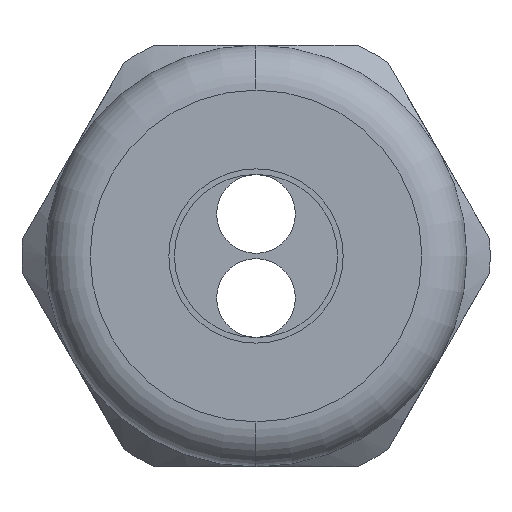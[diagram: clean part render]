
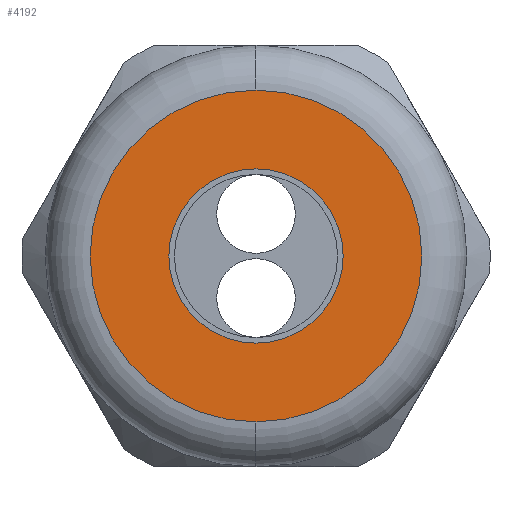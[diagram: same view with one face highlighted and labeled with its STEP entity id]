
A CAD part, left-side view. The second image highlights one B-rep face of the part: STEP entity #4192.
In plain terms, the highlighted planar face has unit normal (-1, 0, 0).
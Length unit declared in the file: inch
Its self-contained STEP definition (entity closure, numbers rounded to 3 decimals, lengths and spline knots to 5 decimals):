
#501 = CARTESIAN_POINT ( 'NONE',  ( -1.29, 0., -0.155 ) ) ;
#2074 = DIRECTION ( 'NONE',  ( 0., 0., 1. ) ) ;
#2075 = DIRECTION ( 'NONE',  ( -1., 0., 0. ) ) ;
#2076 = CARTESIAN_POINT ( 'NONE',  ( -1.29, 0., 0. ) ) ;
#2077 = AXIS2_PLACEMENT_3D ( 'NONE', #2076, #2075, #2074 ) ;
#2078 = CIRCLE ( 'NONE', #2077, 0.295 ) ;
#2079 = DIRECTION ( 'NONE',  ( 0., 0., 1. ) ) ;
#2080 = DIRECTION ( 'NONE',  ( -1., 0., 0. ) ) ;
#2081 = CARTESIAN_POINT ( 'NONE',  ( -1.29, 0.375, 0. ) ) ;
#2082 = AXIS2_PLACEMENT_3D ( 'NONE', #2081, #2080, #2079 ) ;
#2083 = PLANE ( 'NONE',  #2082 ) ;
#2084 = FACE_BOUND ( 'NONE', #4197, .T. ) ;
#2085 = FACE_OUTER_BOUND ( 'NONE', #4193, .T. ) ;
#2086 = DIRECTION ( 'NONE',  ( 0., 0., -1. ) ) ;
#2087 = DIRECTION ( 'NONE',  ( 1., 0., 0. ) ) ;
#2088 = CARTESIAN_POINT ( 'NONE',  ( -1.29, 0., 0. ) ) ;
#2089 = AXIS2_PLACEMENT_3D ( 'NONE', #2088, #2087, #2086 ) ;
#2090 = CIRCLE ( 'NONE', #2089, 0.155 ) ;
#3221 = CARTESIAN_POINT ( 'NONE',  ( -1.29, 0., 0. ) ) ;
#3222 = CARTESIAN_POINT ( 'NONE',  ( -1.29, 0., -0.295 ) ) ;
#3223 = DIRECTION ( 'NONE',  ( 0., 0., 1. ) ) ;
#3224 = DIRECTION ( 'NONE',  ( -1., 0., 0. ) ) ;
#3225 = CARTESIAN_POINT ( 'NONE',  ( -1.29, 0., 0. ) ) ;
#3226 = AXIS2_PLACEMENT_3D ( 'NONE', #3225, #3224, #3223 ) ;
#3227 = CIRCLE ( 'NONE', #3226, 0.295 ) ;
#3228 = CARTESIAN_POINT ( 'NONE',  ( -1.29, 0., 0.295 ) ) ;
#3271 = CARTESIAN_POINT ( 'NONE',  ( -1.29, 0., 0.155 ) ) ;
#3272 = DIRECTION ( 'NONE',  ( 0., 0., -1. ) ) ;
#3273 = DIRECTION ( 'NONE',  ( 1., 0., 0. ) ) ;
#3274 = AXIS2_PLACEMENT_3D ( 'NONE', #3221, #3273, #3272 ) ;
#3275 = CIRCLE ( 'NONE', #3274, 0.155 ) ;
#3379 = VERTEX_POINT ( 'NONE', #501 ) ;
#4120 = ORIENTED_EDGE ( 'NONE', *, *, #4189, .T. ) ;
#4174 = ORIENTED_EDGE ( 'NONE', *, *, #4957, .T. ) ;
#4189 = EDGE_CURVE ( 'NONE', #3379, #4958, #2090, .T. ) ;
#4192 = ADVANCED_FACE ( 'NONE', ( #2085, #2084 ), #2083, .T. ) ;
#4193 = EDGE_LOOP ( 'NONE', ( #4194, #4195 ) ) ;
#4194 = ORIENTED_EDGE ( 'NONE', *, *, #4952, .T. ) ;
#4195 = ORIENTED_EDGE ( 'NONE', *, *, #4196, .T. ) ;
#4196 = EDGE_CURVE ( 'NONE', #4954, #4951, #2078, .T. ) ;
#4197 = EDGE_LOOP ( 'NONE', ( #4120, #4174 ) ) ;
#4951 = VERTEX_POINT ( 'NONE', #3228 ) ;
#4952 = EDGE_CURVE ( 'NONE', #4951, #4954, #3227, .T. ) ;
#4954 = VERTEX_POINT ( 'NONE', #3222 ) ;
#4957 = EDGE_CURVE ( 'NONE', #4958, #3379, #3275, .T. ) ;
#4958 = VERTEX_POINT ( 'NONE', #3271 ) ;
